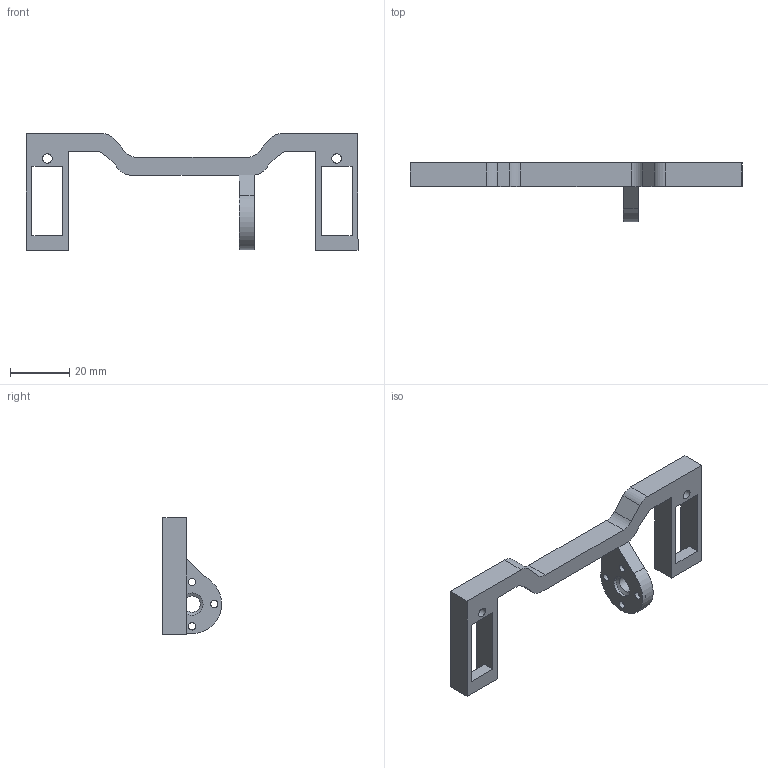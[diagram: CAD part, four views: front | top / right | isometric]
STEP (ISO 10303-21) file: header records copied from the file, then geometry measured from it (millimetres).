
FILE_DESCRIPTION(/* description */ (''),/* implementation_level */ '2;1');
FILE_NAME(/* name */ 'Yaw-bracket-GWS v7.step',/* time_stamp */ '2019-11-18T23:22:27+09:00',/* author */ (''),/* organization */ (''),/* preprocessor_version */ 'ST-DEVELOPER v18',/* originating_system */ 'Autodesk Translation Framework v8.12.0.6',/* authorisation */ '');
FILE_SCHEMA (('AUTOMOTIVE_DESIGN { 1 0 10303 214 3 1 1 }'));
Length unit declared in the file: millimetre
Products named in the file (1): Yaw-bracket-GWS
Bounding box: 112 x 19.98 x 39.4 mm (x, y, z)
Volume: 10090.5 mm3; surface area: 7867.8 mm2
Topology: 1 solids, 1 shells, 64 faces, 194 edges, 134 vertices
Faces by surface type: plane 40, cylinder 23, cone 1
Full cylindrical faces by diameter (mm): 2.5 x4, 3.2 x2, 4.5 x4, 5.5 x1, 7.5 x1
Entity records: 2275 total; most frequent: CARTESIAN_POINT 401, ORIENTED_EDGE 388, DIRECTION 385, EDGE_CURVE 194, VERTEX_POINT 134, LINE 131, VECTOR 131, AXIS2_PLACEMENT_3D 127
